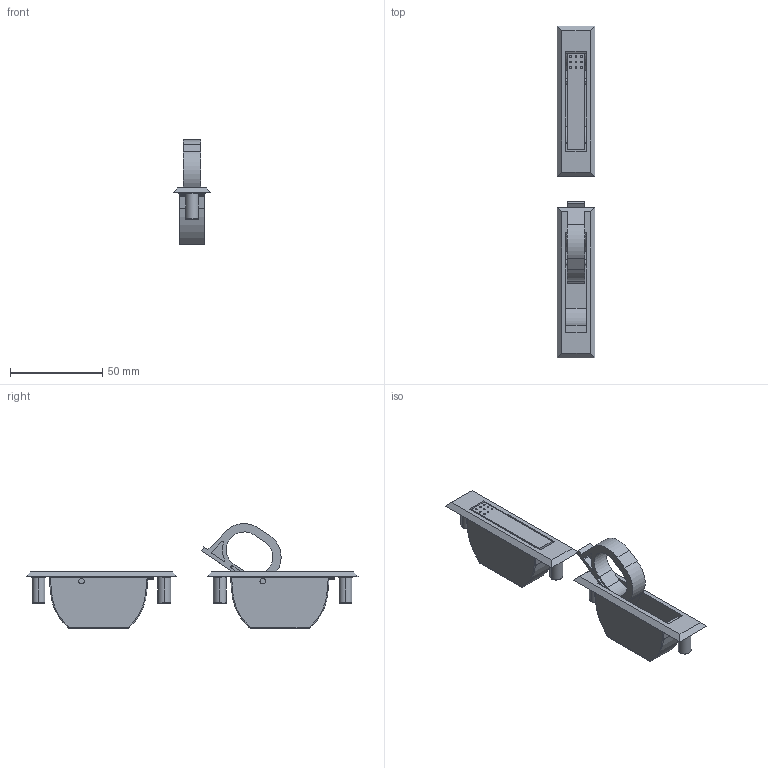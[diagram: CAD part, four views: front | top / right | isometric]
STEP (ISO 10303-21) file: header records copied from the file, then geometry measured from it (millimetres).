
FILE_DESCRIPTION (( 'STEP AP214' ), '1' );
FILE_NAME ('02725-Concealed Pull Black Plastic 81mm.STEP', '2018-08-08T22:44:47', ( '' ), ( '' ), 'SwSTEP 2.0', 'SolidWorks 2018', '' );
FILE_SCHEMA (( 'AUTOMOTIVE_DESIGN' ));
Length unit declared in the file: millimetre
Products named in the file (3): 2725 Concealed Pulls 81mm Bk Case; 02725-Concealed Pull Black Plastic 81mm; 2725 Concealed Pulls 81mm Bk Handle
Assembly tree (4 placements, depth 2):
  02725-Concealed Pull Black Plastic 81mm
    2725 Concealed Pulls 81mm Bk Case  x2
    2725 Concealed Pulls 81mm Bk Handle  x2
Bounding box: 20.5 x 179.5 x 56.64 mm (x, y, z)
Volume: 26792 mm3; surface area: 29009.1 mm2
Topology: 4 solids, 4 shells, 878 faces, 2232 edges, 1452 vertices
Faces by surface type: plane 408, bspline 242, cylinder 168, torus 48, sphere 12
Entity records: 20750 total; most frequent: CARTESIAN_POINT 10609, ORIENTED_EDGE 2228, DIRECTION 1726, EDGE_CURVE 1114, VERTEX_POINT 726, VECTOR 676, LINE 676, AXIS2_PLACEMENT_3D 525
